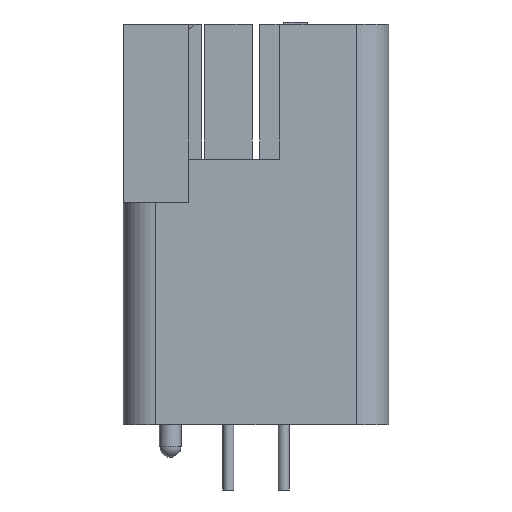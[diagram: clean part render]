
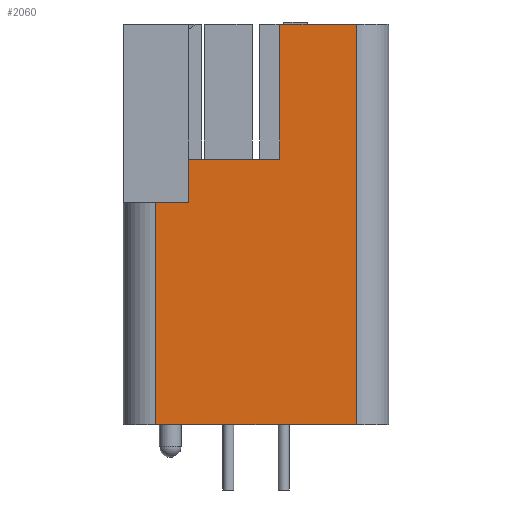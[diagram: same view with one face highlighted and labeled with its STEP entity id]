
A CAD part, left-side view. The second image highlights one B-rep face of the part: STEP entity #2060.
In plain terms, the highlighted planar face has unit normal (-1, 0, 0).
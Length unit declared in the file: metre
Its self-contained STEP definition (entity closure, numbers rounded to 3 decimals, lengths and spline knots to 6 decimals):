
#205=ORIENTED_EDGE('',*,*,#744,.T.);
#206=ORIENTED_EDGE('',*,*,#745,.F.);
#207=ORIENTED_EDGE('',*,*,#746,.F.);
#208=ORIENTED_EDGE('',*,*,#747,.F.);
#209=ORIENTED_EDGE('',*,*,#748,.T.);
#210=ORIENTED_EDGE('',*,*,#749,.F.);
#211=ORIENTED_EDGE('',*,*,#750,.T.);
#212=ORIENTED_EDGE('',*,*,#688,.F.);
#688=EDGE_CURVE('',#964,#965,#1162,.T.);
#744=EDGE_CURVE('',#964,#1011,#1205,.T.);
#745=EDGE_CURVE('',#1012,#1011,#1206,.T.);
#746=EDGE_CURVE('',#1013,#1012,#1207,.T.);
#747=EDGE_CURVE('',#1014,#1013,#1208,.T.);
#748=EDGE_CURVE('',#1014,#1015,#1209,.T.);
#749=EDGE_CURVE('',#1016,#1015,#1210,.T.);
#750=EDGE_CURVE('',#1016,#965,#1211,.T.);
#964=VERTEX_POINT('',#3148);
#965=VERTEX_POINT('',#3149);
#1011=VERTEX_POINT('',#3260);
#1012=VERTEX_POINT('',#3264);
#1013=VERTEX_POINT('',#3266);
#1014=VERTEX_POINT('',#3268);
#1015=VERTEX_POINT('',#3270);
#1016=VERTEX_POINT('',#3272);
#1162=LINE('',#3147,#1368);
#1205=LINE('',#3261,#1411);
#1206=LINE('',#3263,#1412);
#1207=LINE('',#3265,#1413);
#1208=LINE('',#3267,#1414);
#1209=LINE('',#3269,#1415);
#1210=LINE('',#3271,#1416);
#1211=LINE('',#3273,#1417);
#1368=VECTOR('',#2511,1.);
#1411=VECTOR('',#2600,1.);
#1412=VECTOR('',#2603,1.);
#1413=VECTOR('',#2604,1.);
#1414=VECTOR('',#2605,1.);
#1415=VECTOR('',#2606,1.);
#1416=VECTOR('',#2607,1.);
#1417=VECTOR('',#2608,1.);
#1586=EDGE_LOOP('',(#205,#206,#207,#208,#209,#210,#211,#212));
#1772=FACE_BOUND('',#1586,.T.);
#1954=PLANE('',#2316);
#2060=ADVANCED_FACE('',(#1772),#1954,.F.);
#2316=AXIS2_PLACEMENT_3D('',#3262,#2601,#2602);
#2511=DIRECTION('',(0.,-1.,0.));
#2600=DIRECTION('',(0.,0.,-1.));
#2601=DIRECTION('',(1.,0.,0.));
#2602=DIRECTION('',(0.,1.,0.));
#2603=DIRECTION('',(0.,1.,0.));
#2604=DIRECTION('',(0.,0.,-1.));
#2605=DIRECTION('',(0.,-1.,0.));
#2606=DIRECTION('',(0.,0.,-1.));
#2607=DIRECTION('',(0.,-1.,0.));
#2608=DIRECTION('',(0.,0.,-1.));
#3147=CARTESIAN_POINT('',(-0.00319,0.00127,0.0102));
#3148=CARTESIAN_POINT('',(-0.00319,0.00587,0.0102));
#3149=CARTESIAN_POINT('',(-0.00319,0.00437,0.0102));
#3260=CARTESIAN_POINT('',(-0.00319,0.00587,0.));
#3261=CARTESIAN_POINT('',(-0.00319,0.00587,0.0102));
#3262=CARTESIAN_POINT('',(-0.00319,0.00127,0.0102));
#3263=CARTESIAN_POINT('',(-0.00319,0.00127,0.));
#3264=CARTESIAN_POINT('',(-0.00319,-0.00333,0.));
#3265=CARTESIAN_POINT('',(-0.00319,-0.00333,0.0102));
#3266=CARTESIAN_POINT('',(-0.00319,-0.00333,0.0184));
#3267=CARTESIAN_POINT('',(-0.00319,0.00127,0.0184));
#3268=CARTESIAN_POINT('',(-0.00319,0.00017,0.0184));
#3269=CARTESIAN_POINT('',(-0.00319,0.00017,0.0184));
#3270=CARTESIAN_POINT('',(-0.00319,0.00017,0.0122));
#3271=CARTESIAN_POINT('',(-0.00319,0.00127,0.0122));
#3272=CARTESIAN_POINT('',(-0.00319,0.00437,0.0122));
#3273=CARTESIAN_POINT('',(-0.00319,0.00437,0.0122));
